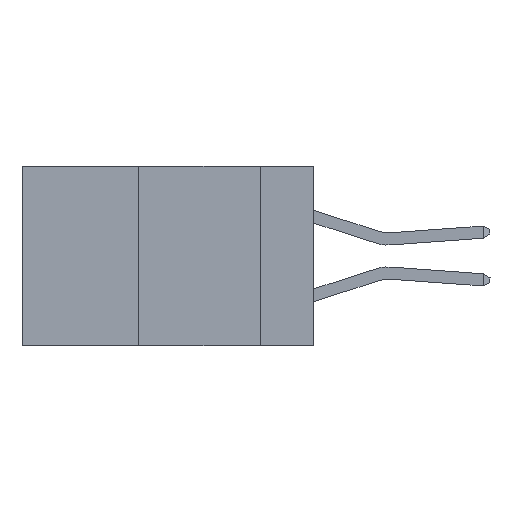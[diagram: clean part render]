
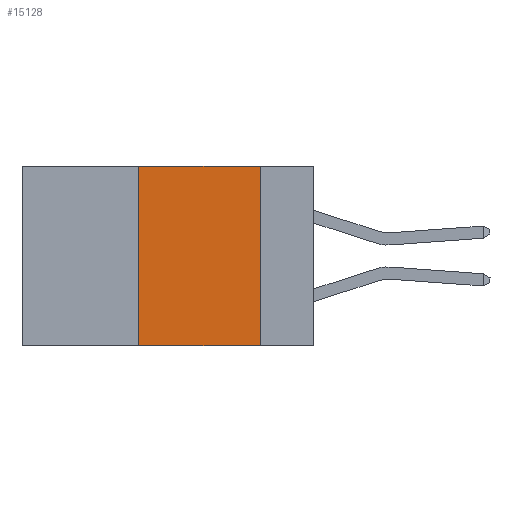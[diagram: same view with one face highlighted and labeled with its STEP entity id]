
A CAD part, left-side view. The second image highlights one B-rep face of the part: STEP entity #15128.
In plain terms, the highlighted planar face has unit normal (-1, 0, 0).
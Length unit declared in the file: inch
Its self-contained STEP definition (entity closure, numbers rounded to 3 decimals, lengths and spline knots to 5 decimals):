
#1431 = CARTESIAN_POINT ( 'NONE',  ( 0., 0.36, 0. ) ) ;
#1952 = VECTOR ( 'NONE', #8861, 39.37008 ) ;
#2203 = CARTESIAN_POINT ( 'NONE',  ( 0., 0.36, 0. ) ) ;
#2529 = CARTESIAN_POINT ( 'NONE',  ( 0., 0.36, -0.37 ) ) ;
#3100 = VERTEX_POINT ( 'NONE', #2529 ) ;
#4912 = PLANE ( 'NONE',  #9927 ) ;
#5249 = LINE ( 'NONE', #1431, #1952 ) ;
#5809 = ORIENTED_EDGE ( 'NONE', *, *, #13782, .F. ) ;
#6173 = DIRECTION ( 'NONE',  ( 0., 0., -1. ) ) ;
#7384 = VECTOR ( 'NONE', #7507, 39.37008 ) ;
#7507 = DIRECTION ( 'NONE',  ( 0., 0., -1. ) ) ;
#7600 = LINE ( 'NONE', #12447, #10047 ) ;
#8046 = ORIENTED_EDGE ( 'NONE', *, *, #14514, .F. ) ;
#8174 = FACE_OUTER_BOUND ( 'NONE', #14939, .T. ) ;
#8539 = VERTEX_POINT ( 'NONE', #14761 ) ;
#8799 = VECTOR ( 'NONE', #10820, 39.37008 ) ;
#8861 = DIRECTION ( 'NONE',  ( 0., 0., 1. ) ) ;
#9653 = CARTESIAN_POINT ( 'NONE',  ( 0., 0.6, 0. ) ) ;
#9927 = AXIS2_PLACEMENT_3D ( 'NONE', #12121, #13241, #6173 ) ;
#10047 = VECTOR ( 'NONE', #13556, 39.37008 ) ;
#10759 = EDGE_CURVE ( 'NONE', #12627, #8539, #11924, .T. ) ;
#10820 = DIRECTION ( 'NONE',  ( 0., -1., 0. ) ) ;
#11924 = LINE ( 'NONE', #9653, #8799 ) ;
#12032 = ORIENTED_EDGE ( 'NONE', *, *, #10759, .F. ) ;
#12121 = CARTESIAN_POINT ( 'NONE',  ( 0., 0.6, 0. ) ) ;
#12421 = VERTEX_POINT ( 'NONE', #12709 ) ;
#12447 = CARTESIAN_POINT ( 'NONE',  ( 0., 0.6, -0.37 ) ) ;
#12627 = VERTEX_POINT ( 'NONE', #2203 ) ;
#12709 = CARTESIAN_POINT ( 'NONE',  ( 0., 0.11, -0.37 ) ) ;
#13046 = EDGE_CURVE ( 'NONE', #3100, #12421, #7600, .T. ) ;
#13169 = ORIENTED_EDGE ( 'NONE', *, *, #13046, .T. ) ;
#13237 = LINE ( 'NONE', #13334, #7384 ) ;
#13241 = DIRECTION ( 'NONE',  ( 1., 0., 0. ) ) ;
#13334 = CARTESIAN_POINT ( 'NONE',  ( 0., 0.11, 0. ) ) ;
#13556 = DIRECTION ( 'NONE',  ( 0., -1., 0. ) ) ;
#13782 = EDGE_CURVE ( 'NONE', #3100, #12627, #5249, .T. ) ;
#14514 = EDGE_CURVE ( 'NONE', #8539, #12421, #13237, .T. ) ;
#14761 = CARTESIAN_POINT ( 'NONE',  ( 0., 0.11, 0. ) ) ;
#14939 = EDGE_LOOP ( 'NONE', ( #8046, #12032, #5809, #13169 ) ) ;
#15128 = ADVANCED_FACE ( 'NONE', ( #8174 ), #4912, .F. ) ;
